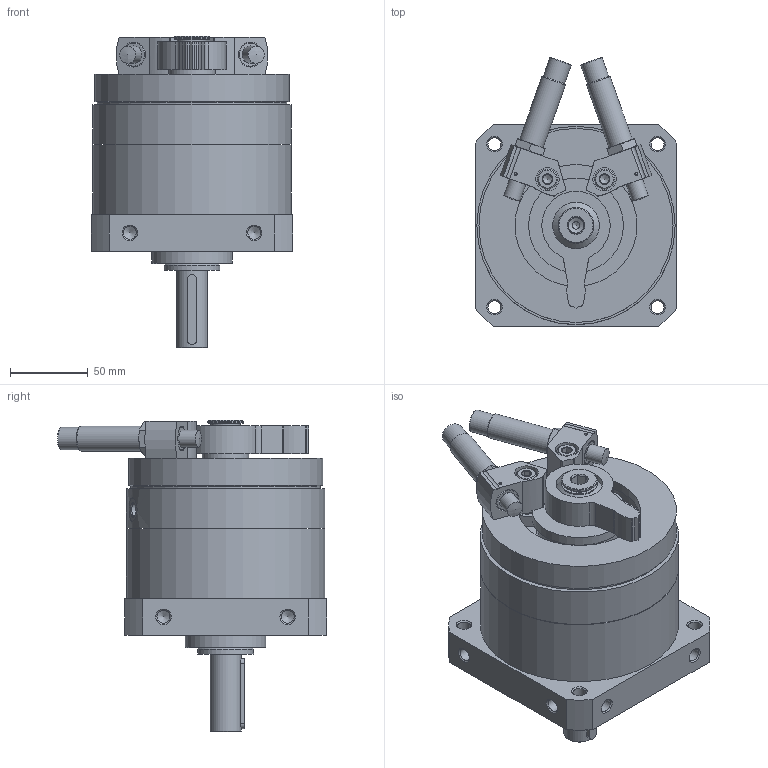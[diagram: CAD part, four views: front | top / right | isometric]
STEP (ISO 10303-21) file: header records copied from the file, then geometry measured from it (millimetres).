
FILE_DESCRIPTION(/* description */ ('STEP AP214'),/* implementation_level */ '2;1');
FILE_NAME(/* name */ '1145112_DSM-T-40-270-CC-A-B',/* time_stamp */ '2024-08-21T19:45:03+02:00',/* author */ ('License CC BY-ND 4.0'),/* organization */ ('CADENAS'),/* preprocessor_version */ 'ST-DEVELOPER v19.3',/* originating_system */ 'PARTsolutions',/* authorisation */ ' ');
FILE_SCHEMA (('AUTOMOTIVE_DESIGN {1 0 10303 214 3 1 1}'));
Length unit declared in the file: millimetre
Products named in the file (9): 1145112 DSM-T-40-270-CC-A-B--(0); 547588 DSM-40-270-CC-A-B_G---(T); 704067 DSM-40-BR---(HZ); 548014 DYSC-12-12-Y1F---(SD_0); 342623 DSM-40_NS; DIN-912 - M8x30(F); 348988 SPZ-25-P-A M16X1-5-19; 704066 DSM-40-BL---(HZ); 547588 DSM-40-270-CC-A-B_K---(T)
Assembly tree (12 placements, depth 2):
  1145112 DSM-T-40-270-CC-A-B--(0)
    547588 DSM-40-270-CC-A-B_G---(T)
    704067 DSM-40-BR---(HZ)
    548014 DYSC-12-12-Y1F---(SD_0)  x2
    342623 DSM-40_NS  x2
    DIN-912 - M8x30(F)  x2
    348988 SPZ-25-P-A M16X1-5-19  x2
    704066 DSM-40-BL---(HZ)
    547588 DSM-40-270-CC-A-B_K---(T)
Bounding box: 130 x 173.22 x 200.5 mm (x, y, z)
Volume: 1519183.2 mm3; surface area: 205188.3 mm2
Topology: 12 solids, 12 shells, 360 faces, 812 edges, 508 vertices
Faces by surface type: plane 156, cylinder 115, cone 86, sphere 2, torus 1
Full cylindrical faces by diameter (mm): 1.567 x2, 4.917 x2, 6 x2, 6.4 x1, 6.647 x2, 8 x2, 8.376 x10, 8.566 x2, 9 x2, 11 x4, 13 x2, 14.5 x2, 14.917 x4, 15 x4, 16 x2, 19 x1, 20 x1, 23 x2, 30 x3, 36 x1, 52 x1, 53 x1, 61 x1, 78.5 x1, 90 x1, 102 x2, 122 x1, 125 x1, 127.65 x2
Entity records: 7656 total; most frequent: CARTESIAN_POINT 1377, DIRECTION 1339, ORIENTED_EDGE 1014, AXIS2_PLACEMENT_3D 565, EDGE_CURVE 507, FACE_BOUND 464, EDGE_LOOP 453, VERTEX_POINT 393
